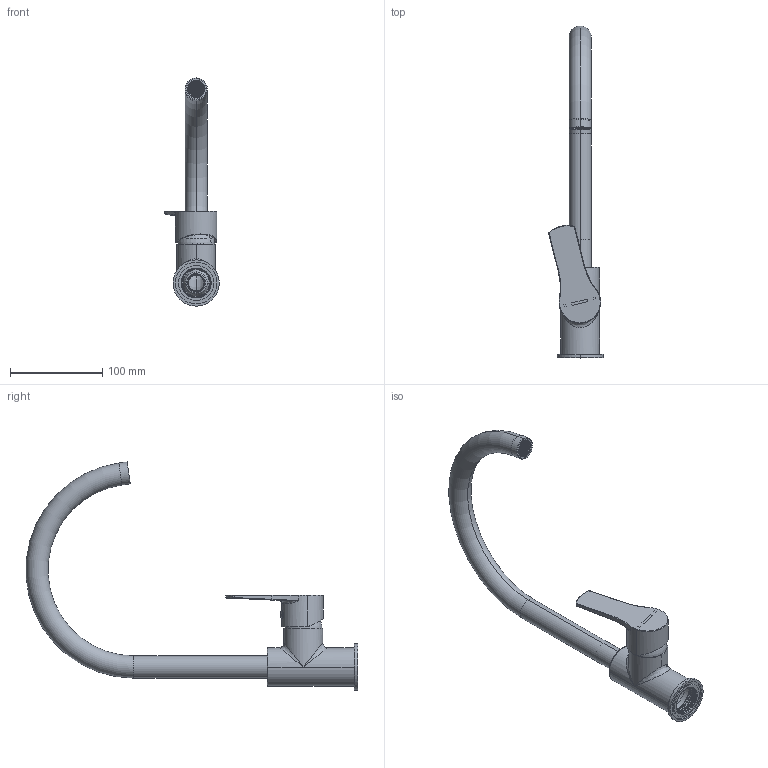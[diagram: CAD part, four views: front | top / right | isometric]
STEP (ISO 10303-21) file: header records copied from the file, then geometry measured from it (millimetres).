
FILE_DESCRIPTION (( 'STEP AP203' ), '1' );
FILE_NAME ('18EP08417.STEP', '2023-10-18T11:48:16', ( '' ), ( '' ), 'SwSTEP 2.0', 'SolidWorks 2021', '' );
FILE_SCHEMA (( 'CONFIG_CONTROL_DESIGN' ));
Length unit declared in the file: millimetre
Products named in the file (1): 18EP08417
Bounding box: 58.97 x 358.91 x 246.88 mm (x, y, z)
Volume: 104760.4 mm3; surface area: 135915.3 mm2
Topology: 8 solids, 8 shells, 932 faces, 2642 edges, 1713 vertices
Faces by surface type: plane 643, cylinder 161, bspline 54, cone 48, torus 24, sphere 2
Entity records: 46663 total; most frequent: CARTESIAN_POINT 23656, ORIENTED_EDGE 5272, DIRECTION 3985, EDGE_CURVE 2636, VERTEX_POINT 1713, VECTOR 1433, LINE 1433, AXIS2_PLACEMENT_3D 1276
